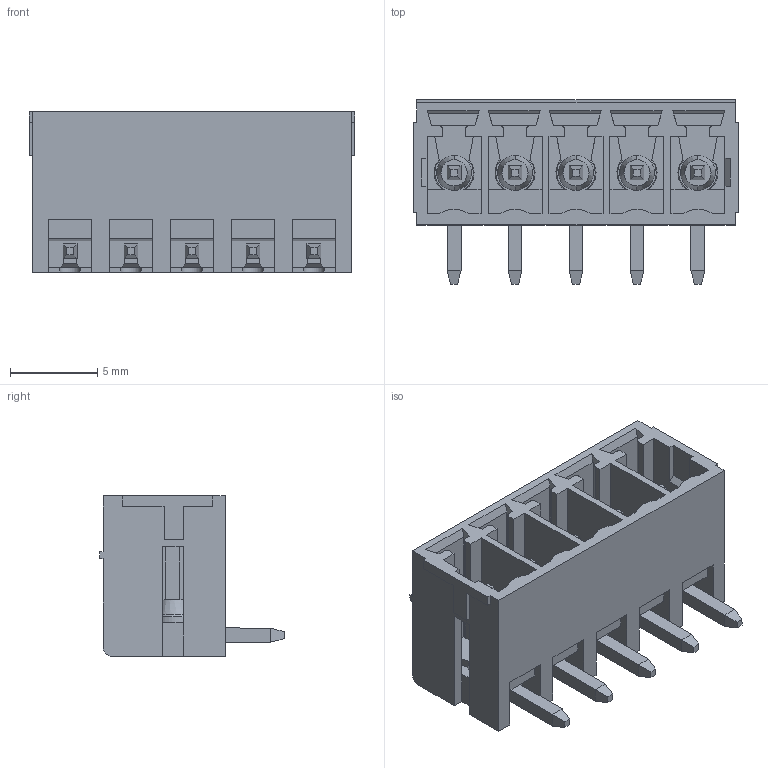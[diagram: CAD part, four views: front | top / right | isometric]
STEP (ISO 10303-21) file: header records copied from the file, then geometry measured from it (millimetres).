
FILE_DESCRIPTION (( 'STEP AP214' ), '1' );
FILE_NAME ('CUI_DEVICES_TBP03R1-350-05GR.step', '2021-12-16T00:45:28', ( '' ), ( '' ), 'SwSTEP 2.0', 'SolidWorks 2021', '' );
FILE_SCHEMA (( 'AUTOMOTIVE_DESIGN' ));
Length unit declared in the file: millimetre
Products named in the file (1): CUI_DEVICES_TBP03R1-350-05GR
Bounding box: 18.7 x 10.6 x 9.2 mm (x, y, z)
Volume: 563.5 mm3; surface area: 1762.3 mm2
Topology: 1 solids, 1 shells, 438 faces, 1191 edges, 776 vertices
Faces by surface type: plane 362, cylinder 56, cone 20
Entity records: 14755 total; most frequent: CARTESIAN_POINT 2585, ORIENTED_EDGE 2382, DIRECTION 2168, EDGE_CURVE 1191, LINE 986, VECTOR 986, VERTEX_POINT 776, AXIS2_PLACEMENT_3D 591
